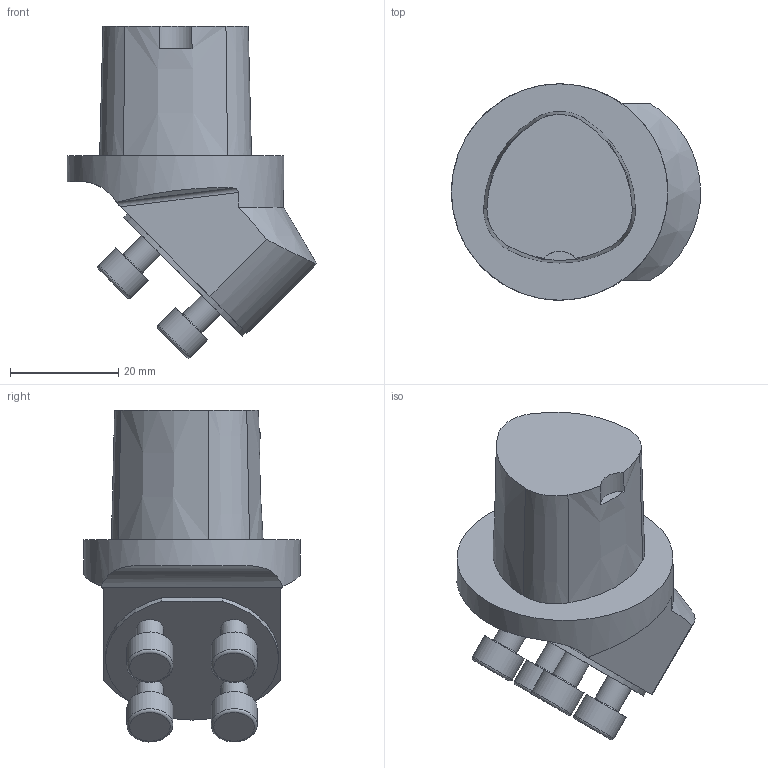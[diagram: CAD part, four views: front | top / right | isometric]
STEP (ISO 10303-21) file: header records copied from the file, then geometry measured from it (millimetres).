
FILE_DESCRIPTION(/* description */ (''),/* implementation_level */ '2;1');
FILE_NAME(/* name */ '1524131955518.stp',/* time_stamp */ '2018-04-19T11:59:26+02:00',/* author */ (''),/* organization */ ('SMS'),/* preprocessor_version */ 'ST-DEVELOPER v15',/* originating_system */ 'SIEMENS PLM Software NX 8.5',/* authorisation */ '');
FILE_SCHEMA (('AUTOMOTIVE_DESIGN { 1 0 10303 214 3 1 1 1 }'));
Length unit declared in the file: millimetre
Products named in the file (1): 112029987mod000_00
Bounding box: 46.05 x 40 x 61.37 mm (x, y, z)
Volume: 39759 mm3; surface area: 8407.9 mm2
Topology: 1 solids, 1 shells, 49 faces, 111 edges, 77 vertices
Faces by surface type: plane 19, cylinder 15, torus 8, cone 7
Full cylindrical faces by diameter (mm): 5 x4, 8.5 x4, 40 x1
Entity records: 1353 total; most frequent: CARTESIAN_POINT 287, DIRECTION 228, ORIENTED_EDGE 170, AXIS2_PLACEMENT_3D 103, EDGE_CURVE 85, EDGE_LOOP 76, VERTEX_POINT 65, FACE_BOUND 51
